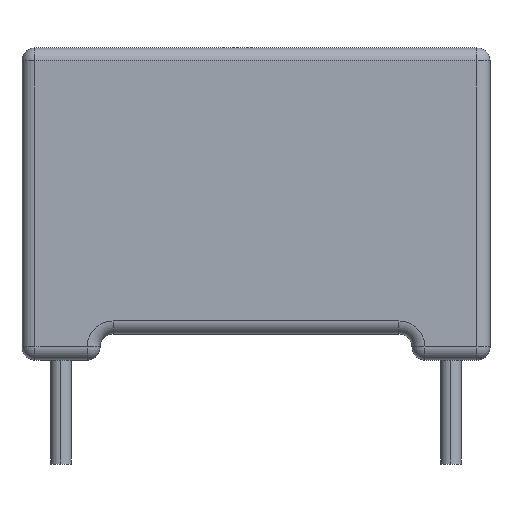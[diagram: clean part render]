
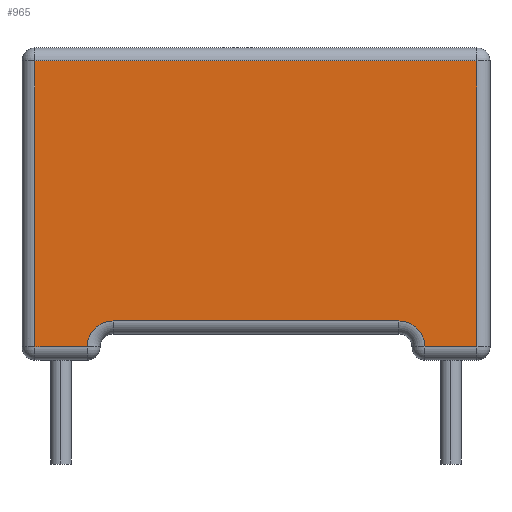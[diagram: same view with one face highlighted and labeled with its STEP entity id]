
A CAD part, top view. The second image highlights one B-rep face of the part: STEP entity #965.
In plain terms, the highlighted planar face has unit normal (0, 0, 1).
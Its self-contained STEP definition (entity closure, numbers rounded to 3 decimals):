
#21 = EDGE_CURVE ( 'NONE', #628, #64, #159, .T. ) ;
#50 = CARTESIAN_POINT ( 'NONE',  ( 8.5, 11.5, 3. ) ) ;
#64 = VERTEX_POINT ( 'NONE', #208 ) ;
#72 = LINE ( 'NONE', #892, #1039 ) ;
#73 = VECTOR ( 'NONE', #1233, 1000. ) ;
#74 = CARTESIAN_POINT ( 'NONE',  ( 9., 12., 3. ) ) ;
#134 = CARTESIAN_POINT ( 'NONE',  ( -6.5, 0.5, 3. ) ) ;
#159 = LINE ( 'NONE', #451, #797 ) ;
#160 = EDGE_CURVE ( 'NONE', #972, #628, #861, .T. ) ;
#166 = DIRECTION ( 'NONE',  ( 0., -1., 0. ) ) ;
#181 = DIRECTION ( 'NONE',  ( -1., 0., 0. ) ) ;
#204 = CARTESIAN_POINT ( 'NONE',  ( 5.5, 1.5, 3. ) ) ;
#208 = CARTESIAN_POINT ( 'NONE',  ( 8.5, 0.5, 3. ) ) ;
#238 = VERTEX_POINT ( 'NONE', #729 ) ;
#310 = DIRECTION ( 'NONE',  ( 1., 0., 0. ) ) ;
#355 = AXIS2_PLACEMENT_3D ( 'NONE', #74, #1067, #468 ) ;
#358 = DIRECTION ( 'NONE',  ( 1., 0., 0. ) ) ;
#372 = EDGE_CURVE ( 'NONE', #635, #887, #625, .T. ) ;
#382 = PLANE ( 'NONE',  #355 ) ;
#386 = CARTESIAN_POINT ( 'NONE',  ( -5.5, 0.5, 3. ) ) ;
#406 = CARTESIAN_POINT ( 'NONE',  ( -9., 11.5, 3. ) ) ;
#407 = ORIENTED_EDGE ( 'NONE', *, *, #21, .T. ) ;
#408 = LINE ( 'NONE', #796, #1198 ) ;
#431 = VERTEX_POINT ( 'NONE', #1246 ) ;
#432 = EDGE_CURVE ( 'NONE', #238, #431, #739, .T. ) ;
#451 = CARTESIAN_POINT ( 'NONE',  ( 9., 0.5, 3. ) ) ;
#468 = DIRECTION ( 'NONE',  ( -1., 0., 0. ) ) ;
#486 = DIRECTION ( 'NONE',  ( 0., 0., -1. ) ) ;
#506 = ORIENTED_EDGE ( 'NONE', *, *, #1106, .T. ) ;
#527 = AXIS2_PLACEMENT_3D ( 'NONE', #386, #486, #181 ) ;
#540 = EDGE_LOOP ( 'NONE', ( #1013, #407, #602, #1099, #1130, #764, #1151, #506 ) ) ;
#602 = ORIENTED_EDGE ( 'NONE', *, *, #651, .T. ) ;
#615 = LINE ( 'NONE', #836, #73 ) ;
#625 = CIRCLE ( 'NONE', #527, 1. ) ;
#628 = VERTEX_POINT ( 'NONE', #927 ) ;
#631 = VERTEX_POINT ( 'NONE', #50 ) ;
#635 = VERTEX_POINT ( 'NONE', #134 ) ;
#642 = CARTESIAN_POINT ( 'NONE',  ( 5.5, 0.5, 3. ) ) ;
#647 = VECTOR ( 'NONE', #166, 1000. ) ;
#651 = EDGE_CURVE ( 'NONE', #64, #631, #615, .T. ) ;
#659 = CARTESIAN_POINT ( 'NONE',  ( -8.5, 12., 3. ) ) ;
#729 = CARTESIAN_POINT ( 'NONE',  ( -8.5, 11.5, 3. ) ) ;
#739 = LINE ( 'NONE', #659, #647 ) ;
#764 = ORIENTED_EDGE ( 'NONE', *, *, #1146, .T. ) ;
#767 = VECTOR ( 'NONE', #1102, 1000. ) ;
#782 = DIRECTION ( 'NONE',  ( 0., 0., -1. ) ) ;
#796 = CARTESIAN_POINT ( 'NONE',  ( 9., 0.5, 3. ) ) ;
#797 = VECTOR ( 'NONE', #358, 1000. ) ;
#836 = CARTESIAN_POINT ( 'NONE',  ( 8.5, 12., 3. ) ) ;
#861 = CIRCLE ( 'NONE', #1112, 1. ) ;
#887 = VERTEX_POINT ( 'NONE', #1260 ) ;
#892 = CARTESIAN_POINT ( 'NONE',  ( 9., 1.5, 3. ) ) ;
#927 = CARTESIAN_POINT ( 'NONE',  ( 6.5, 0.5, 3. ) ) ;
#957 = FACE_OUTER_BOUND ( 'NONE', #540, .T. ) ;
#965 = ADVANCED_FACE ( 'NONE', ( #957 ), #382, .F. ) ;
#972 = VERTEX_POINT ( 'NONE', #204 ) ;
#985 = DIRECTION ( 'NONE',  ( -1., 0., 0. ) ) ;
#1002 = DIRECTION ( 'NONE',  ( 1., 0., 0. ) ) ;
#1013 = ORIENTED_EDGE ( 'NONE', *, *, #160, .T. ) ;
#1039 = VECTOR ( 'NONE', #310, 1000. ) ;
#1067 = DIRECTION ( 'NONE',  ( 0., 0., -1. ) ) ;
#1074 = LINE ( 'NONE', #406, #767 ) ;
#1099 = ORIENTED_EDGE ( 'NONE', *, *, #1117, .T. ) ;
#1102 = DIRECTION ( 'NONE',  ( -1., 0., 0. ) ) ;
#1106 = EDGE_CURVE ( 'NONE', #887, #972, #72, .T. ) ;
#1112 = AXIS2_PLACEMENT_3D ( 'NONE', #642, #782, #985 ) ;
#1117 = EDGE_CURVE ( 'NONE', #631, #238, #1074, .T. ) ;
#1130 = ORIENTED_EDGE ( 'NONE', *, *, #432, .T. ) ;
#1146 = EDGE_CURVE ( 'NONE', #431, #635, #408, .T. ) ;
#1151 = ORIENTED_EDGE ( 'NONE', *, *, #372, .T. ) ;
#1198 = VECTOR ( 'NONE', #1002, 1000. ) ;
#1233 = DIRECTION ( 'NONE',  ( 0., 1., 0. ) ) ;
#1246 = CARTESIAN_POINT ( 'NONE',  ( -8.5, 0.5, 3. ) ) ;
#1260 = CARTESIAN_POINT ( 'NONE',  ( -5.5, 1.5, 3. ) ) ;
